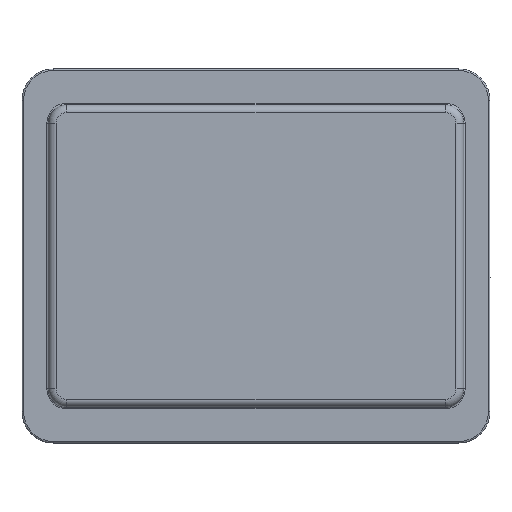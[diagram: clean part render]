
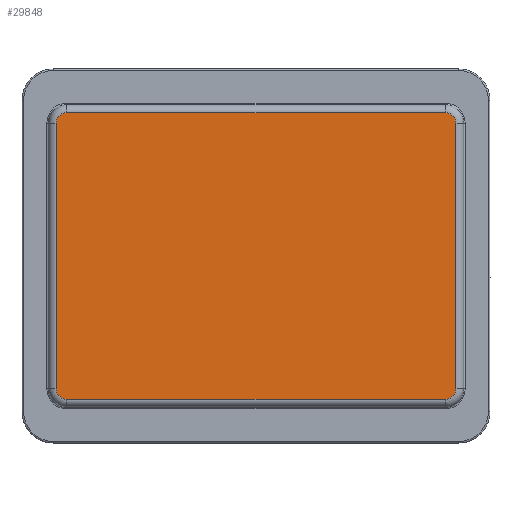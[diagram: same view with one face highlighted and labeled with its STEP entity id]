
A CAD part, front view. The second image highlights one B-rep face of the part: STEP entity #29848.
In plain terms, the highlighted planar face has unit normal (0, -1, 0).
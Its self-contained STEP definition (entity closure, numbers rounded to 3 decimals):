
#1=CARTESIAN_POINT('',(-6.043,0.,-4.243));
#2=DIRECTION('',(0.,1.,0.));
#3=DIRECTION('',(0.,0.,-1.));
#4=AXIS2_PLACEMENT_3D('',#1,#2,#3);
#6=CARTESIAN_POINT('',(-6.043,0.,4.243));
#7=DIRECTION('',(0.,1.,0.));
#8=DIRECTION('',(-1.,0.,0.));
#9=AXIS2_PLACEMENT_3D('',#6,#7,#8);
#11=CARTESIAN_POINT('',(6.043,0.,4.243));
#12=DIRECTION('',(0.,1.,0.));
#13=DIRECTION('',(0.,0.,1.));
#14=AXIS2_PLACEMENT_3D('',#11,#12,#13);
#16=CARTESIAN_POINT('',(6.043,0.,-4.243));
#17=DIRECTION('',(0.,1.,0.));
#18=DIRECTION('',(1.,0.,0.));
#19=AXIS2_PLACEMENT_3D('',#16,#17,#18);
#36=DIRECTION('',(1.,0.,0.));
#37=VECTOR('',#36,12.085);
#38=CARTESIAN_POINT('',(-6.043,0.,-4.583));
#39=LINE('',#38,#37);
#59=DIRECTION('',(0.,0.,1.));
#60=VECTOR('',#59,8.485);
#61=CARTESIAN_POINT('',(6.383,0.,-4.243));
#62=LINE('',#61,#60);
#82=DIRECTION('',(-1.,0.,0.));
#83=VECTOR('',#82,12.085);
#84=CARTESIAN_POINT('',(6.043,0.,4.583));
#85=LINE('',#84,#83);
#105=DIRECTION('',(0.,0.,-1.));
#106=VECTOR('',#105,8.485);
#107=CARTESIAN_POINT('',(-6.383,0.,4.243));
#108=LINE('',#107,#106);
#23702=CARTESIAN_POINT('',(-6.043,0.,-4.583));
#23703=CARTESIAN_POINT('',(-6.383,0.,-4.243));
#23704=VERTEX_POINT('',#23702);
#23705=VERTEX_POINT('',#23703);
#23706=CARTESIAN_POINT('',(-6.383,0.,4.243));
#23707=VERTEX_POINT('',#23706);
#23708=CARTESIAN_POINT('',(-6.043,0.,4.583));
#23709=VERTEX_POINT('',#23708);
#23710=CARTESIAN_POINT('',(6.043,0.,4.583));
#23711=VERTEX_POINT('',#23710);
#23712=CARTESIAN_POINT('',(6.383,0.,4.243));
#23713=VERTEX_POINT('',#23712);
#23714=CARTESIAN_POINT('',(6.383,0.,-4.243));
#23715=VERTEX_POINT('',#23714);
#23716=CARTESIAN_POINT('',(6.043,0.,-4.583));
#23717=VERTEX_POINT('',#23716);
#29825=CARTESIAN_POINT('',(0.,0.,0.));
#29826=DIRECTION('',(0.,1.,0.));
#29827=DIRECTION('',(1.,0.,0.));
#29828=AXIS2_PLACEMENT_3D('',#29825,#29826,#29827);
#29829=PLANE('',#29828);
#29831=ORIENTED_EDGE('',*,*,#29830,.T.);
#29833=ORIENTED_EDGE('',*,*,#29832,.F.);
#29835=ORIENTED_EDGE('',*,*,#29834,.T.);
#29837=ORIENTED_EDGE('',*,*,#29836,.F.);
#29839=ORIENTED_EDGE('',*,*,#29838,.T.);
#29841=ORIENTED_EDGE('',*,*,#29840,.F.);
#29843=ORIENTED_EDGE('',*,*,#29842,.T.);
#29845=ORIENTED_EDGE('',*,*,#29844,.F.);
#29846=EDGE_LOOP('',(#29831,#29833,#29835,#29837,#29839,#29841,#29843,#29845));
#29847=FACE_OUTER_BOUND('',#29846,.F.);
#29848=ADVANCED_FACE('',(#29847),#29829,.F.);
#5=CIRCLE('',#4,0.34);
#10=CIRCLE('',#9,0.34);
#15=CIRCLE('',#14,0.34);
#20=CIRCLE('',#19,0.34);
#29830=EDGE_CURVE('',#23704,#23705,#5,.T.);
#29832=EDGE_CURVE('',#23707,#23705,#108,.T.);
#29834=EDGE_CURVE('',#23707,#23709,#10,.T.);
#29836=EDGE_CURVE('',#23711,#23709,#85,.T.);
#29838=EDGE_CURVE('',#23711,#23713,#15,.T.);
#29840=EDGE_CURVE('',#23715,#23713,#62,.T.);
#29842=EDGE_CURVE('',#23715,#23717,#20,.T.);
#29844=EDGE_CURVE('',#23704,#23717,#39,.T.);
